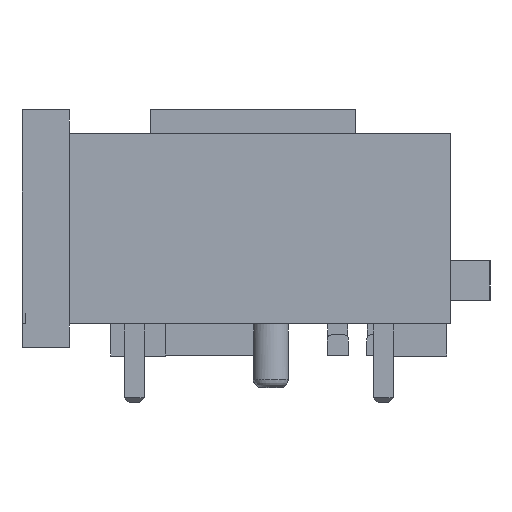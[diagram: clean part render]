
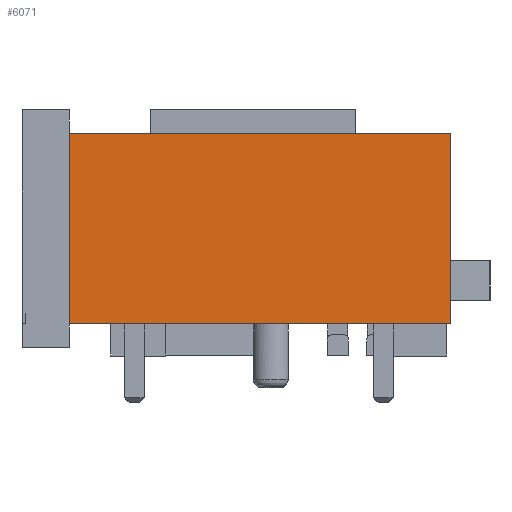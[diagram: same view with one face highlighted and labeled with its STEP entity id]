
A CAD part, left-side view. The second image highlights one B-rep face of the part: STEP entity #6071.
In plain terms, the highlighted planar face has unit normal (-1, 0, 0).
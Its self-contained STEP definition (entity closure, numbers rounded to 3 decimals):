
#112=CARTESIAN_POINT('',(-36.449,-5.78,1.031));
#113=VERTEX_POINT('',#112);
#120=CARTESIAN_POINT('',(-36.449,6.463,1.031));
#121=VERTEX_POINT('',#120);
#122=CARTESIAN_POINT('',(-36.449,6.463,1.031));
#123=DIRECTION('',(0.0,-1.0,0.0));
#124=VECTOR('',#123,12.243);
#125=LINE('',#122,#124);
#126=EDGE_CURVE('',#121,#113,#125,.T.);
#5698=CARTESIAN_POINT('',(-36.449,6.463,7.153));
#5699=VERTEX_POINT('',#5698);
#5706=CARTESIAN_POINT('',(-36.449,-5.78,7.153));
#5707=VERTEX_POINT('',#5706);
#5708=CARTESIAN_POINT('',(-36.449,-5.78,7.153));
#5709=DIRECTION('',(0.0,1.0,0.0));
#5710=VECTOR('',#5709,12.243);
#5711=LINE('',#5708,#5710);
#5712=EDGE_CURVE('',#5707,#5699,#5711,.T.);
#5978=CARTESIAN_POINT('',(-36.449,-5.78,1.031));
#5979=DIRECTION('',(0.0,0.0,1.0));
#5980=VECTOR('',#5979,6.121);
#5981=LINE('',#5978,#5980);
#5982=EDGE_CURVE('',#113,#5707,#5981,.T.);
#6055=CARTESIAN_POINT('',(-36.449,7.075,0.725));
#6056=DIRECTION('',(-1.0,0.0,0.0));
#6057=DIRECTION('',(0.0,-1.0,0.0));
#6058=AXIS2_PLACEMENT_3D('',#6055,#6056,#6057);
#6059=PLANE('',#6058);
#6060=CARTESIAN_POINT('',(-36.449,6.463,7.153));
#6061=DIRECTION('',(0.0,0.0,-1.0));
#6062=VECTOR('',#6061,6.121);
#6063=LINE('',#6060,#6062);
#6064=EDGE_CURVE('',#5699,#121,#6063,.T.);
#6065=ORIENTED_EDGE('',*,*,#6064,.T.);
#6066=ORIENTED_EDGE('',*,*,#126,.T.);
#6067=ORIENTED_EDGE('',*,*,#5982,.T.);
#6068=ORIENTED_EDGE('',*,*,#5712,.T.);
#6069=EDGE_LOOP('',(#6065,#6066,#6067,#6068));
#6070=FACE_OUTER_BOUND('',#6069,.T.);
#6071=ADVANCED_FACE('',(#6070),#6059,.T.);
